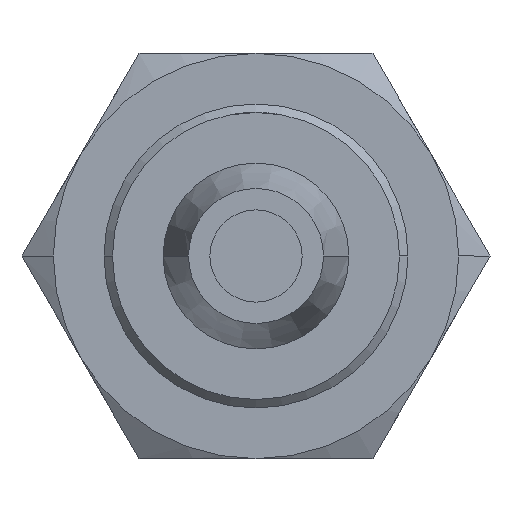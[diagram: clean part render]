
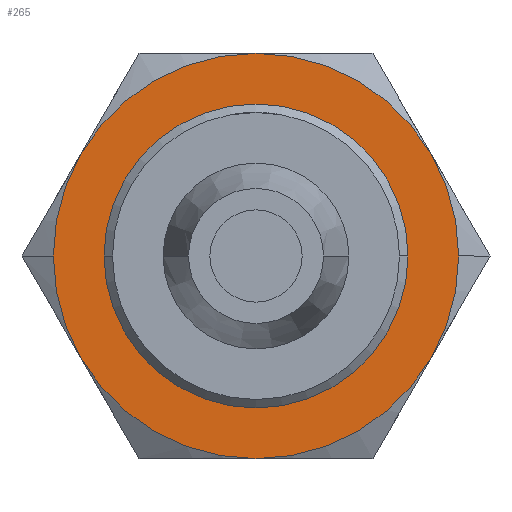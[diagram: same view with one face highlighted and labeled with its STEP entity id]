
A CAD part, left-side view. The second image highlights one B-rep face of the part: STEP entity #265.
In plain terms, the highlighted planar face has unit normal (-1, 0, 0).
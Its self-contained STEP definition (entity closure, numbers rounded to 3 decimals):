
#265 = ADVANCED_FACE( '', ( #467, #468 ), #469, .T. );
#467 = FACE_BOUND( '', #670, .T. );
#468 = FACE_OUTER_BOUND( '', #671, .T. );
#469 = PLANE( '', #672 );
#670 = EDGE_LOOP( '', ( #1339, #1340 ) );
#671 = EDGE_LOOP( '', ( #1341, #1342, #1343, #1344, #1345, #1346, #1347, #1348 ) );
#672 = AXIS2_PLACEMENT_3D( '', #1349, #1350, #1351 );
#1339 = ORIENTED_EDGE( '', *, *, #1510, .T. );
#1340 = ORIENTED_EDGE( '', *, *, #1498, .T. );
#1341 = ORIENTED_EDGE( '', *, *, #1548, .T. );
#1342 = ORIENTED_EDGE( '', *, *, #1487, .T. );
#1343 = ORIENTED_EDGE( '', *, *, #1543, .T. );
#1344 = ORIENTED_EDGE( '', *, *, #1544, .T. );
#1345 = ORIENTED_EDGE( '', *, *, #1489, .T. );
#1346 = ORIENTED_EDGE( '', *, *, #1545, .T. );
#1347 = ORIENTED_EDGE( '', *, *, #1546, .T. );
#1348 = ORIENTED_EDGE( '', *, *, #1547, .T. );
#1349 = CARTESIAN_POINT( '', ( 46., 6., 0. ) );
#1350 = DIRECTION( '', ( -1., 0., 0. ) );
#1351 = DIRECTION( '', ( 0., 1., 0. ) );
#1487 = EDGE_CURVE( '', #1764, #1766, #1768, .T. );
#1489 = EDGE_CURVE( '', #1772, #1769, #1773, .T. );
#1498 = EDGE_CURVE( '', #1790, #1787, #1791, .T. );
#1510 = EDGE_CURVE( '', #1787, #1790, #1808, .T. );
#1543 = EDGE_CURVE( '', #1766, #1814, #1857, .T. );
#1544 = EDGE_CURVE( '', #1814, #1772, #1858, .T. );
#1545 = EDGE_CURVE( '', #1769, #1845, #1859, .T. );
#1546 = EDGE_CURVE( '', #1845, #1837, #1860, .T. );
#1547 = EDGE_CURVE( '', #1837, #1824, #1861, .T. );
#1548 = EDGE_CURVE( '', #1824, #1764, #1862, .T. );
#1764 = VERTEX_POINT( '', #2369 );
#1766 = VERTEX_POINT( '', #2372 );
#1768 = CIRCLE( '', #2383, 12. );
#1769 = VERTEX_POINT( '', #2384 );
#1772 = VERTEX_POINT( '', #2388 );
#1773 = CIRCLE( '', #2389, 12. );
#1787 = VERTEX_POINT( '', #2432 );
#1790 = VERTEX_POINT( '', #2436 );
#1791 = CIRCLE( '', #2437, 9. );
#1808 = CIRCLE( '', #2459, 9. );
#1814 = VERTEX_POINT( '', #2475 );
#1824 = VERTEX_POINT( '', #2523 );
#1837 = VERTEX_POINT( '', #2600 );
#1845 = VERTEX_POINT( '', #2645 );
#1857 = CIRCLE( '', #2694, 12. );
#1858 = CIRCLE( '', #2695, 12. );
#1859 = CIRCLE( '', #2696, 12. );
#1860 = CIRCLE( '', #2697, 12. );
#1861 = CIRCLE( '', #2698, 12. );
#1862 = CIRCLE( '', #2699, 12. );
#2369 = CARTESIAN_POINT( '', ( 46., 12., 0. ) );
#2372 = CARTESIAN_POINT( '', ( 46., 10.392, -6. ) );
#2383 = AXIS2_PLACEMENT_3D( '', #2939, #2940, #2941 );
#2384 = CARTESIAN_POINT( '', ( 46., -12., 0. ) );
#2388 = CARTESIAN_POINT( '', ( 46., -10.392, -6. ) );
#2389 = AXIS2_PLACEMENT_3D( '', #2943, #2944, #2945 );
#2432 = CARTESIAN_POINT( '', ( 46., 9., 0. ) );
#2436 = CARTESIAN_POINT( '', ( 46., -9., 0. ) );
#2437 = AXIS2_PLACEMENT_3D( '', #2955, #2956, #2957 );
#2459 = AXIS2_PLACEMENT_3D( '', #2981, #2982, #2983 );
#2475 = CARTESIAN_POINT( '', ( 46., 0., -12. ) );
#2523 = CARTESIAN_POINT( '', ( 46., 10.392, 6. ) );
#2600 = CARTESIAN_POINT( '', ( 46., 0., 12. ) );
#2645 = CARTESIAN_POINT( '', ( 46., -10.392, 6. ) );
#2694 = AXIS2_PLACEMENT_3D( '', #3008, #3009, #3010 );
#2695 = AXIS2_PLACEMENT_3D( '', #3011, #3012, #3013 );
#2696 = AXIS2_PLACEMENT_3D( '', #3014, #3015, #3016 );
#2697 = AXIS2_PLACEMENT_3D( '', #3017, #3018, #3019 );
#2698 = AXIS2_PLACEMENT_3D( '', #3020, #3021, #3022 );
#2699 = AXIS2_PLACEMENT_3D( '', #3023, #3024, #3025 );
#2939 = CARTESIAN_POINT( '', ( 46., 0., 0. ) );
#2940 = DIRECTION( '', ( -1., 0., 0. ) );
#2941 = DIRECTION( '', ( 0., 1., 0. ) );
#2943 = CARTESIAN_POINT( '', ( 46., 0., 0. ) );
#2944 = DIRECTION( '', ( -1., 0., 0. ) );
#2945 = DIRECTION( '', ( 0., 1., 0. ) );
#2955 = CARTESIAN_POINT( '', ( 46., 0., 0. ) );
#2956 = DIRECTION( '', ( 1., 0., 0. ) );
#2957 = DIRECTION( '', ( 0., 1., 0. ) );
#2981 = CARTESIAN_POINT( '', ( 46., 0., 0. ) );
#2982 = DIRECTION( '', ( 1., 0., 0. ) );
#2983 = DIRECTION( '', ( 0., 1., 0. ) );
#3008 = CARTESIAN_POINT( '', ( 46., 0., 0. ) );
#3009 = DIRECTION( '', ( -1., 0., 0. ) );
#3010 = DIRECTION( '', ( 0., 1., 0. ) );
#3011 = CARTESIAN_POINT( '', ( 46., 0., 0. ) );
#3012 = DIRECTION( '', ( -1., 0., 0. ) );
#3013 = DIRECTION( '', ( 0., 1., 0. ) );
#3014 = CARTESIAN_POINT( '', ( 46., 0., 0. ) );
#3015 = DIRECTION( '', ( -1., 0., 0. ) );
#3016 = DIRECTION( '', ( 0., 1., 0. ) );
#3017 = CARTESIAN_POINT( '', ( 46., 0., 0. ) );
#3018 = DIRECTION( '', ( -1., 0., 0. ) );
#3019 = DIRECTION( '', ( 0., 1., 0. ) );
#3020 = CARTESIAN_POINT( '', ( 46., 0., 0. ) );
#3021 = DIRECTION( '', ( -1., 0., 0. ) );
#3022 = DIRECTION( '', ( 0., 1., 0. ) );
#3023 = CARTESIAN_POINT( '', ( 46., 0., 0. ) );
#3024 = DIRECTION( '', ( -1., 0., 0. ) );
#3025 = DIRECTION( '', ( 0., 1., 0. ) );
